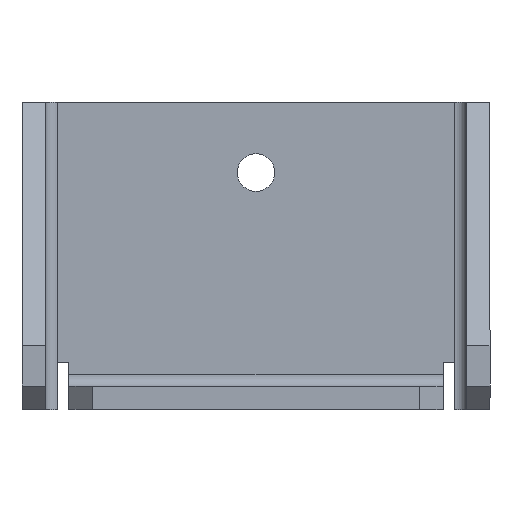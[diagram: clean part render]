
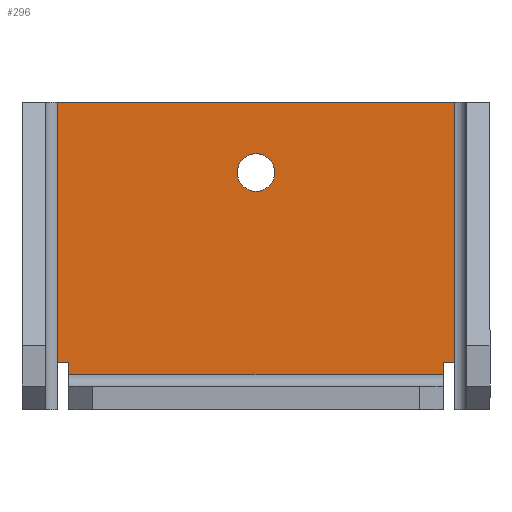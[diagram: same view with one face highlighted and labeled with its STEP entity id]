
A CAD part, top view. The second image highlights one B-rep face of the part: STEP entity #296.
In plain terms, the highlighted planar face has unit normal (0, 0, 1).
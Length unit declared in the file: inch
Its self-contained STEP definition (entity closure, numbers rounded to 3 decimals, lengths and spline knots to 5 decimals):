
#4 = CARTESIAN_POINT ( 'NONE',  ( 1.06058, 1.265, 0. ) ) ;
#26 = CARTESIAN_POINT ( 'NONE',  ( 0.0625, 0., 0. ) ) ;
#45 = DIRECTION ( 'NONE',  ( -1., 0., 0. ) ) ;
#76 = VECTOR ( 'NONE', #499, 39.37008 ) ;
#84 = ORIENTED_EDGE ( 'NONE', *, *, #374, .T. ) ;
#98 = CIRCLE ( 'NONE', #877, 0.1005 ) ;
#102 = DIRECTION ( 'NONE',  ( -1., 0., 0. ) ) ;
#111 = CIRCLE ( 'NONE', #596, 0.1005 ) ;
#128 = DIRECTION ( 'NONE',  ( 0., 0., 1. ) ) ;
#171 = VERTEX_POINT ( 'NONE', #760 ) ;
#182 = VERTEX_POINT ( 'NONE', #864 ) ;
#189 = CARTESIAN_POINT ( 'NONE',  ( 0.96008, 1.265, 0. ) ) ;
#193 = DIRECTION ( 'NONE',  ( 0., 0., -1. ) ) ;
#246 = EDGE_LOOP ( 'NONE', ( #808, #1144 ) ) ;
#249 = CARTESIAN_POINT ( 'NONE',  ( 2.05865, 0.25, 0. ) ) ;
#257 = VECTOR ( 'NONE', #788, 39.37008 ) ;
#279 = CARTESIAN_POINT ( 'NONE',  ( 0.0625, 0.1875, 0. ) ) ;
#282 = VECTOR ( 'NONE', #45, 39.37008 ) ;
#293 = AXIS2_PLACEMENT_3D ( 'NONE', #606, #193, #714 ) ;
#296 = ADVANCED_FACE ( 'NONE', ( #1253, #1213 ), #380, .F. ) ;
#326 = DIRECTION ( 'NONE',  ( 0., -1., 0. ) ) ;
#339 = VERTEX_POINT ( 'NONE', #946 ) ;
#374 = EDGE_CURVE ( 'NONE', #1378, #856, #1107, .T. ) ;
#380 = PLANE ( 'NONE',  #293 ) ;
#398 = CARTESIAN_POINT ( 'NONE',  ( 0., 0., 0. ) ) ;
#413 = EDGE_CURVE ( 'NONE', #422, #171, #111, .T. ) ;
#422 = VERTEX_POINT ( 'NONE', #189 ) ;
#433 = VECTOR ( 'NONE', #326, 39.37008 ) ;
#499 = DIRECTION ( 'NONE',  ( -1., 0., 0. ) ) ;
#512 = EDGE_CURVE ( 'NONE', #339, #936, #1511, .T. ) ;
#533 = ORIENTED_EDGE ( 'NONE', *, *, #1388, .T. ) ;
#577 = LINE ( 'NONE', #849, #257 ) ;
#584 = CARTESIAN_POINT ( 'NONE',  ( 0., 0.25, 0. ) ) ;
#596 = AXIS2_PLACEMENT_3D ( 'NONE', #4, #128, #1052 ) ;
#606 = CARTESIAN_POINT ( 'NONE',  ( 0., 0., 0. ) ) ;
#650 = CARTESIAN_POINT ( 'NONE',  ( 0., 0.25, 0. ) ) ;
#651 = CARTESIAN_POINT ( 'NONE',  ( 0., 1.64, 0. ) ) ;
#657 = EDGE_LOOP ( 'NONE', ( #775, #84, #1503, #1033, #1121, #1094, #533, #1385 ) ) ;
#714 = DIRECTION ( 'NONE',  ( -1., 0., 0. ) ) ;
#739 = EDGE_CURVE ( 'NONE', #1156, #1180, #894, .T. ) ;
#760 = CARTESIAN_POINT ( 'NONE',  ( 1.16108, 1.265, 0. ) ) ;
#775 = ORIENTED_EDGE ( 'NONE', *, *, #1097, .F. ) ;
#779 = LINE ( 'NONE', #650, #1381 ) ;
#781 = VECTOR ( 'NONE', #1476, 39.37008 ) ;
#785 = VERTEX_POINT ( 'NONE', #1544 ) ;
#788 = DIRECTION ( 'NONE',  ( 0., 1., 0. ) ) ;
#795 = EDGE_CURVE ( 'NONE', #936, #785, #1104, .T. ) ;
#798 = EDGE_CURVE ( 'NONE', #182, #856, #779, .T. ) ;
#808 = ORIENTED_EDGE ( 'NONE', *, *, #1281, .F. ) ;
#849 = CARTESIAN_POINT ( 'NONE',  ( 2.12115, 0., 0. ) ) ;
#856 = VERTEX_POINT ( 'NONE', #249 ) ;
#864 = CARTESIAN_POINT ( 'NONE',  ( 2.12115, 0.25, 0. ) ) ;
#877 = AXIS2_PLACEMENT_3D ( 'NONE', #1505, #960, #1086 ) ;
#894 = LINE ( 'NONE', #26, #1456 ) ;
#915 = CARTESIAN_POINT ( 'NONE',  ( 2.05865, 0.1875, 0. ) ) ;
#936 = VERTEX_POINT ( 'NONE', #651 ) ;
#946 = CARTESIAN_POINT ( 'NONE',  ( 2.12115, 1.64, 0. ) ) ;
#959 = CARTESIAN_POINT ( 'NONE',  ( 2.05865, 0., 0. ) ) ;
#960 = DIRECTION ( 'NONE',  ( 0., 0., 1. ) ) ;
#979 = LINE ( 'NONE', #584, #1498 ) ;
#1033 = ORIENTED_EDGE ( 'NONE', *, *, #1201, .T. ) ;
#1052 = DIRECTION ( 'NONE',  ( 1., 0., 0. ) ) ;
#1086 = DIRECTION ( 'NONE',  ( 1., 0., 0. ) ) ;
#1094 = ORIENTED_EDGE ( 'NONE', *, *, #795, .T. ) ;
#1097 = EDGE_CURVE ( 'NONE', #1378, #1156, #1358, .T. ) ;
#1104 = LINE ( 'NONE', #398, #433 ) ;
#1107 = LINE ( 'NONE', #959, #781 ) ;
#1121 = ORIENTED_EDGE ( 'NONE', *, *, #512, .T. ) ;
#1144 = ORIENTED_EDGE ( 'NONE', *, *, #413, .F. ) ;
#1156 = VERTEX_POINT ( 'NONE', #279 ) ;
#1180 = VERTEX_POINT ( 'NONE', #1278 ) ;
#1201 = EDGE_CURVE ( 'NONE', #182, #339, #577, .T. ) ;
#1213 = FACE_OUTER_BOUND ( 'NONE', #657, .T. ) ;
#1225 = DIRECTION ( 'NONE',  ( 0., 1., 0. ) ) ;
#1253 = FACE_BOUND ( 'NONE', #246, .T. ) ;
#1278 = CARTESIAN_POINT ( 'NONE',  ( 0.0625, 0.25, 0. ) ) ;
#1281 = EDGE_CURVE ( 'NONE', #171, #422, #98, .T. ) ;
#1347 = CARTESIAN_POINT ( 'NONE',  ( 0., 1.64, 0. ) ) ;
#1358 = LINE ( 'NONE', #915, #76 ) ;
#1378 = VERTEX_POINT ( 'NONE', #1449 ) ;
#1381 = VECTOR ( 'NONE', #102, 39.37008 ) ;
#1385 = ORIENTED_EDGE ( 'NONE', *, *, #739, .F. ) ;
#1388 = EDGE_CURVE ( 'NONE', #785, #1180, #979, .T. ) ;
#1440 = DIRECTION ( 'NONE',  ( 1., 0., 0. ) ) ;
#1449 = CARTESIAN_POINT ( 'NONE',  ( 2.05865, 0.1875, 0. ) ) ;
#1456 = VECTOR ( 'NONE', #1225, 39.37008 ) ;
#1476 = DIRECTION ( 'NONE',  ( 0., 1., 0. ) ) ;
#1498 = VECTOR ( 'NONE', #1440, 39.37008 ) ;
#1503 = ORIENTED_EDGE ( 'NONE', *, *, #798, .F. ) ;
#1505 = CARTESIAN_POINT ( 'NONE',  ( 1.06058, 1.265, 0. ) ) ;
#1511 = LINE ( 'NONE', #1347, #282 ) ;
#1544 = CARTESIAN_POINT ( 'NONE',  ( 0., 0.25, 0. ) ) ;
